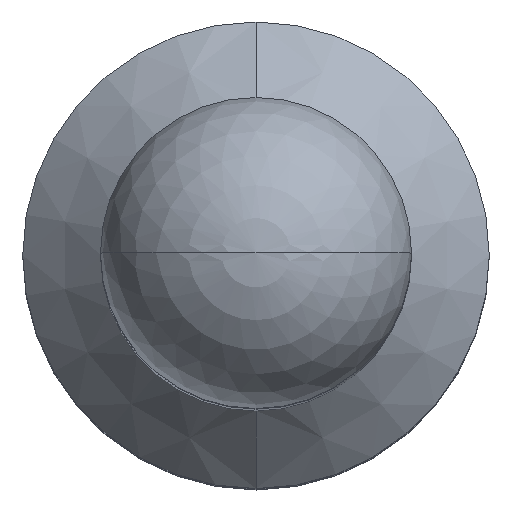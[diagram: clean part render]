
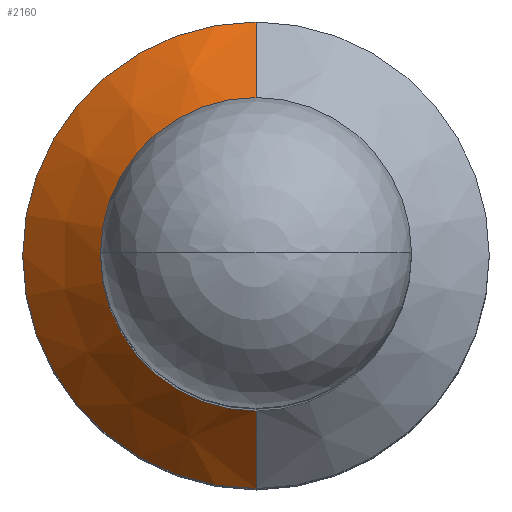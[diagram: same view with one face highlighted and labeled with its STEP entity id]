
A CAD part, top view. The second image highlights one B-rep face of the part: STEP entity #2160.
In plain terms, the highlighted conical face has half-angle 45 degrees and reference radius 3 mm.
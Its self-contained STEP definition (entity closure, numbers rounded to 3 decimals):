
#1470=CARTESIAN_POINT('',(51.312,43.825,65.74));
#1480=VERTEX_POINT('',#1470);
#1700=CARTESIAN_POINT('',(51.312,49.825,65.74));
#1710=VERTEX_POINT('',#1700);
#1740=CARTESIAN_POINT('',(51.312,46.825,65.74));
#1750=DIRECTION('',(0.,0.,1.));
#1760=DIRECTION('',(0.,1.,0.));
#1770=AXIS2_PLACEMENT_3D('',#1740,#1750,#1760);
#1780=CIRCLE('',#1770,3.);
#1840=CARTESIAN_POINT('',(51.312,46.825,65.74));
#1850=DIRECTION('',(0.,0.,1.));
#1860=DIRECTION('',(0.,-1.,0.));
#1870=AXIS2_PLACEMENT_3D('',#1840,#1850,#1860);
#1880=CONICAL_SURFACE('',#1870,3.,0.785);
#1890=CARTESIAN_POINT('',(51.312,49.825,65.74));
#1900=DIRECTION('',(0.,0.707,0.707));
#1910=VECTOR('',#1900,4.243);
#1920=LINE('',#1890,#1910);
#1930=CARTESIAN_POINT('',(51.312,48.825,64.74));
#1940=VERTEX_POINT('',#1930);
#1950=EDGE_CURVE('',#1940,#1710,#1920,.T.);
#1960=ORIENTED_EDGE('',*,*,#1950,.F.);
#1970=EDGE_CURVE('',#1710,#1480,#1780,.T.);
#1980=ORIENTED_EDGE('',*,*,#1970,.F.);
#1990=CARTESIAN_POINT('',(51.312,43.825,65.74));
#2000=DIRECTION('',(0.,-0.707,0.707));
#2010=VECTOR('',#2000,4.243);
#2020=LINE('',#1990,#2010);
#2030=CARTESIAN_POINT('',(51.312,44.825,64.74));
#2040=VERTEX_POINT('',#2030);
#2050=EDGE_CURVE('',#2040,#1480,#2020,.T.);
#2060=ORIENTED_EDGE('',*,*,#2050,.T.);
#2070=CARTESIAN_POINT('',(51.312,46.825,64.74));
#2080=DIRECTION('',(0.,0.,1.));
#2090=DIRECTION('',(0.,-1.,0.));
#2100=AXIS2_PLACEMENT_3D('',#2070,#2080,#2090);
#2110=CIRCLE('',#2100,2.);
#2120=EDGE_CURVE('',#1940,#2040,#2110,.T.);
#2130=ORIENTED_EDGE('',*,*,#2120,.T.);
#2140=EDGE_LOOP('',(#2130,#2060,#1980,#1960));
#2150=FACE_OUTER_BOUND('',#2140,.T.);
#2160=ADVANCED_FACE('',(#2150),#1880,.T.);
